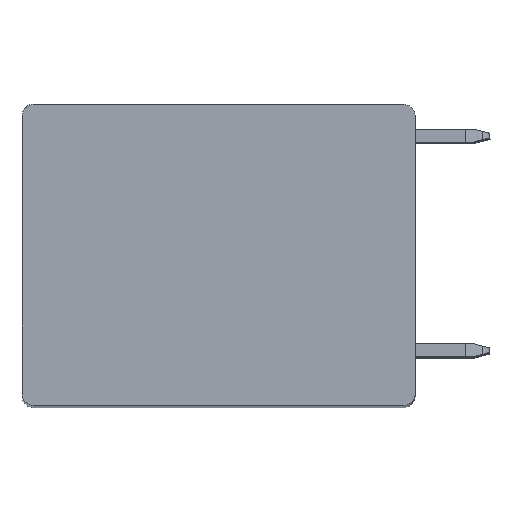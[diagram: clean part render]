
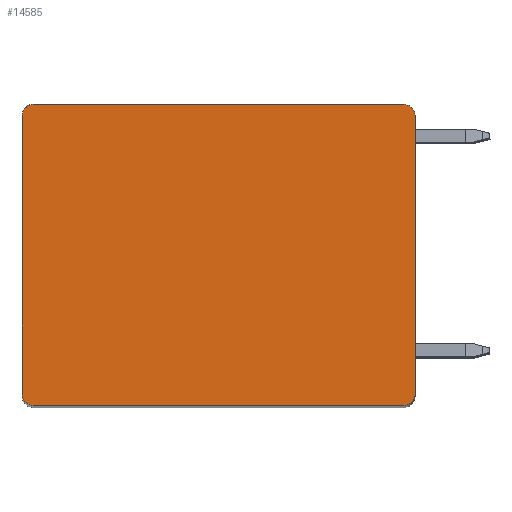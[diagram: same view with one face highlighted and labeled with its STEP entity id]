
A CAD part, top view. The second image highlights one B-rep face of the part: STEP entity #14585.
In plain terms, the highlighted planar face has unit normal (0, 0, 1).
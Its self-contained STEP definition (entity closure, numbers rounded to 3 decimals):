
#3441=CARTESIAN_POINT('',(-11.375,8.55,73.05));
#3442=DIRECTION('',(0.,0.,1.));
#3443=DIRECTION('',(0.,1.,0.));
#3444=AXIS2_PLACEMENT_3D('',#3441,#3442,#3443);
#3446=DIRECTION('',(-1.,0.,0.));
#3447=VECTOR('',#3446,22.75);
#3448=CARTESIAN_POINT('',(11.375,9.25,73.05));
#3449=LINE('',#3448,#3447);
#3450=CARTESIAN_POINT('',(11.375,8.55,73.05));
#3451=DIRECTION('',(0.,0.,1.));
#3452=DIRECTION('',(1.,0.,0.));
#3453=AXIS2_PLACEMENT_3D('',#3450,#3451,#3452);
#3455=DIRECTION('',(0.,1.,0.));
#3456=VECTOR('',#3455,17.1);
#3457=CARTESIAN_POINT('',(12.075,-8.55,73.05));
#3458=LINE('',#3457,#3456);
#3459=CARTESIAN_POINT('',(11.375,-8.55,73.05));
#3460=DIRECTION('',(0.,0.,1.));
#3461=DIRECTION('',(0.,-1.,0.));
#3462=AXIS2_PLACEMENT_3D('',#3459,#3460,#3461);
#3464=DIRECTION('',(1.,0.,0.));
#3465=VECTOR('',#3464,22.75);
#3466=CARTESIAN_POINT('',(-11.375,-9.25,73.05));
#3467=LINE('',#3466,#3465);
#3468=CARTESIAN_POINT('',(-11.375,-8.55,73.05));
#3469=DIRECTION('',(0.,0.,1.));
#3470=DIRECTION('',(-1.,0.,0.));
#3471=AXIS2_PLACEMENT_3D('',#3468,#3469,#3470);
#3473=DIRECTION('',(0.,-1.,0.));
#3474=VECTOR('',#3473,17.1);
#3475=CARTESIAN_POINT('',(-12.075,8.55,73.05));
#3476=LINE('',#3475,#3474);
#8175=CARTESIAN_POINT('',(-11.375,9.25,73.05));
#8176=CARTESIAN_POINT('',(-12.075,8.55,73.05));
#8177=VERTEX_POINT('',#8175);
#8178=VERTEX_POINT('',#8176);
#8183=CARTESIAN_POINT('',(12.075,8.55,73.05));
#8184=VERTEX_POINT('',#8183);
#8185=CARTESIAN_POINT('',(11.375,9.25,73.05));
#8186=VERTEX_POINT('',#8185);
#8191=CARTESIAN_POINT('',(11.375,-9.25,73.05));
#8192=VERTEX_POINT('',#8191);
#8193=CARTESIAN_POINT('',(12.075,-8.55,73.05));
#8194=VERTEX_POINT('',#8193);
#8199=CARTESIAN_POINT('',(-12.075,-8.55,73.05));
#8200=VERTEX_POINT('',#8199);
#8201=CARTESIAN_POINT('',(-11.375,-9.25,73.05));
#8202=VERTEX_POINT('',#8201);
#14570=CARTESIAN_POINT('',(0.,0.,73.05));
#14571=DIRECTION('',(0.,0.,1.));
#14572=DIRECTION('',(1.,0.,0.));
#14573=AXIS2_PLACEMENT_3D('',#14570,#14571,#14572);
#14574=PLANE('',#14573);
#14575=ORIENTED_EDGE('',*,*,#10156,.F.);
#14576=ORIENTED_EDGE('',*,*,#10758,.F.);
#14577=ORIENTED_EDGE('',*,*,#12755,.F.);
#14578=ORIENTED_EDGE('',*,*,#12770,.F.);
#14579=ORIENTED_EDGE('',*,*,#14243,.F.);
#14580=ORIENTED_EDGE('',*,*,#14258,.F.);
#14581=ORIENTED_EDGE('',*,*,#14271,.F.);
#14582=ORIENTED_EDGE('',*,*,#14283,.F.);
#14583=EDGE_LOOP('',(#14575,#14576,#14577,#14578,#14579,#14580,#14581,#14582));
#14584=FACE_OUTER_BOUND('',#14583,.F.);
#3445=CIRCLE('',#3444,0.7);
#3454=CIRCLE('',#3453,0.7);
#3463=CIRCLE('',#3462,0.7);
#3472=CIRCLE('',#3471,0.7);
#10156=EDGE_CURVE('',#8177,#8178,#3445,.T.);
#10758=EDGE_CURVE('',#8186,#8177,#3449,.T.);
#12755=EDGE_CURVE('',#8184,#8186,#3454,.T.);
#12770=EDGE_CURVE('',#8194,#8184,#3458,.T.);
#14243=EDGE_CURVE('',#8192,#8194,#3463,.T.);
#14258=EDGE_CURVE('',#8202,#8192,#3467,.T.);
#14271=EDGE_CURVE('',#8200,#8202,#3472,.T.);
#14283=EDGE_CURVE('',#8178,#8200,#3476,.T.);
#14585=ADVANCED_FACE('',(#14584),#14574,.T.);
